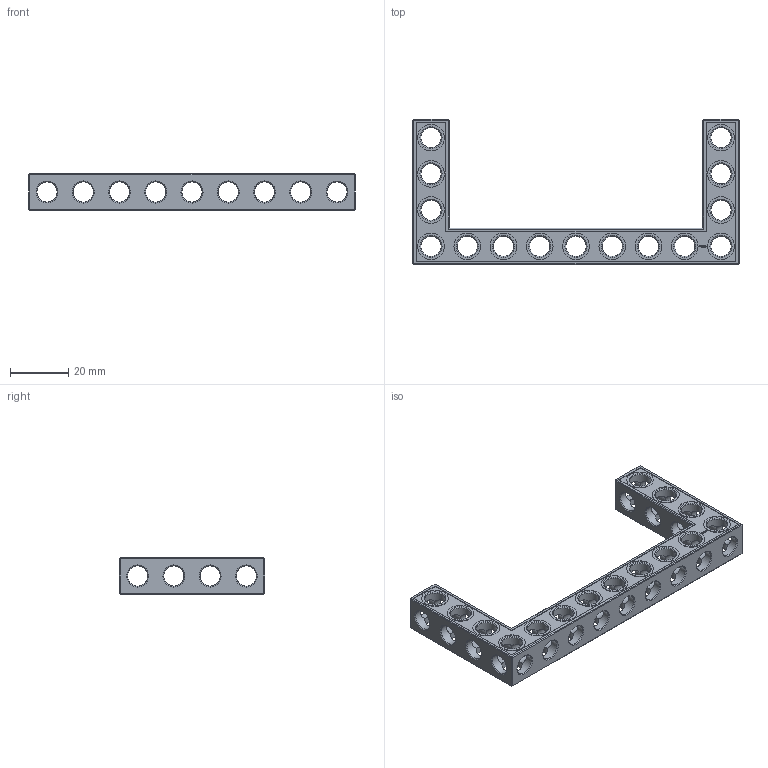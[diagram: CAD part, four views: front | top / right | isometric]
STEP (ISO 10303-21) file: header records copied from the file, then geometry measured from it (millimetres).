
FILE_DESCRIPTION(('FreeCAD Model'),'2;1');
FILE_NAME('Open CASCADE Shape Model','2022-02-23T22:09:32',( 'Paulo Kiefe'),('STEMFIE.org'),'Open CASCADE STEP processor 7.5', 'FreeCAD','Unknown');
FILE_SCHEMA(('AUTOMOTIVE_DESIGN { 1 0 10303 214 1 1 1 1 }'));
Products named in the file (1): Beam AGD ESS USH SYM BU09x04x01 - SPN-BEM-0425 (stemfie.org)
Bounding box: 112.5 x 50 x 12.5 mm (x, y, z)
Volume: 14651.7 mm3; surface area: 13215.4 mm2
Topology: 1 solids, 1 shells, 691 faces, 2011 edges, 1310 vertices
Faces by surface type: plane 398, extrusion 140, cylinder 91, cone 62
Full cylindrical faces by diameter (mm): 6.98 x10, 7 x66, 9.2 x15
Entity records: 82555 total; most frequent: CARTESIAN_POINT 44368, DIRECTION 6271, VECTOR 4398, LINE 4258, ORIENTED_EDGE 4022, PCURVE 4022, DEFINITIONAL_REPRESENTATION 4022, EDGE_CURVE 2011
